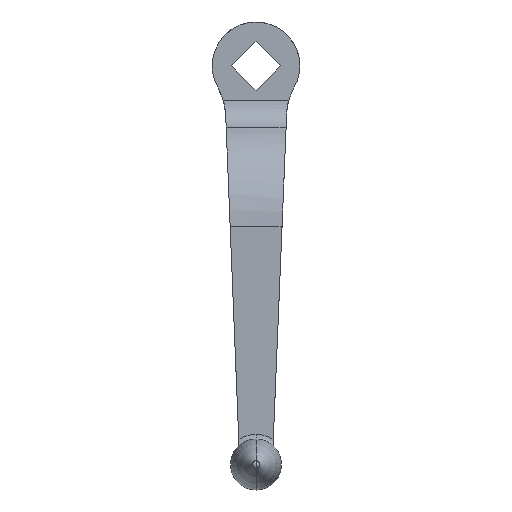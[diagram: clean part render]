
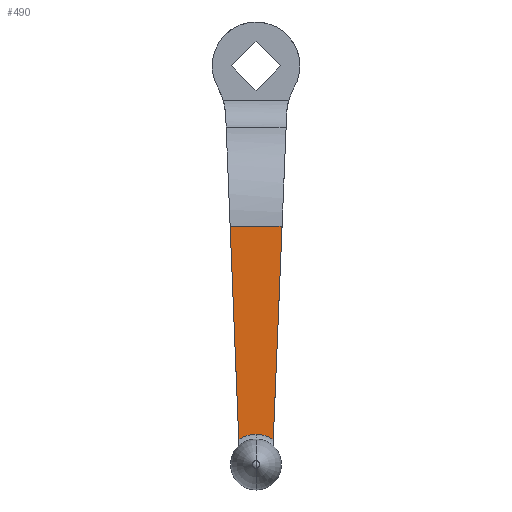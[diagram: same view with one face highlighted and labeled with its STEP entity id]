
A CAD part, front view. The second image highlights one B-rep face of the part: STEP entity #490.
In plain terms, the highlighted planar face has unit normal (0, -1, 0).
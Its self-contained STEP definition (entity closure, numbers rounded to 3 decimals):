
#268=EDGE_CURVE('',#482,#542,#700,.T.);
#316=EDGE_CURVE('',#332,#482,#754,.T.);
#322=EDGE_CURVE('',#332,#424,#760,.T.);
#332=VERTEX_POINT('',#770);
#336=EDGE_CURVE('',#416,#542,#775,.T.);
#406=EDGE_CURVE('',#416,#424,#852,.T.);
#416=VERTEX_POINT('',#863);
#424=VERTEX_POINT('',#872);
#482=VERTEX_POINT('',#937);
#490=ADVANCED_FACE('',(#945),#946,.F.);
#542=VERTEX_POINT('',#1001);
#700=CIRCLE('',#1220,19.);
#754=CIRCLE('',#1284,19.);
#760=LINE('',#1291,#1292);
#770=CARTESIAN_POINT('',(-10.82,-102.0,-234.382));
#775=LINE('',#1313,#1314);
#852=LINE('',#1454,#1455);
#863=CARTESIAN_POINT('',(16.328,-102.0,-100.538));
#872=CARTESIAN_POINT('',(-16.211,-102.0,-100.538));
#937=CARTESIAN_POINT('',(0.,-102.0,-231.0));
#945=FACE_OUTER_BOUND('',#1667,.T.);
#946=PLANE('',#1668);
#1001=CARTESIAN_POINT('',(10.827,-102.0,-234.386));
#1220=AXIS2_PLACEMENT_3D('',#1943,#1944,#1945);
#1284=AXIS2_PLACEMENT_3D('',#2012,#2013,#2014);
#1291=CARTESIAN_POINT('',(-13.725,-102.0,-162.259));
#1292=VECTOR('',#2015,1.0);
#1313=CARTESIAN_POINT('',(18.041,-102.0,-58.864));
#1314=VECTOR('',#2034,1.0);
#1454=CARTESIAN_POINT('',(0.,-102.0,-100.538));
#1455=VECTOR('',#2122,1.0);
#1667=EDGE_LOOP('',(#2224,#2225,#2226,#2227,#2228));
#1668=AXIS2_PLACEMENT_3D('',#2229,#2230,#2231);
#1943=CARTESIAN_POINT('',(0.,-102.0,-250.0));
#1944=DIRECTION('',(-0.0,1.0,0.0));
#1945=DIRECTION('',(0.,0.0,1.0));
#2012=CARTESIAN_POINT('',(0.,-102.0,-250.0));
#2013=DIRECTION('',(-0.0,1.0,0.0));
#2014=DIRECTION('',(0.,0.0,1.0));
#2015=DIRECTION('',(-0.04,0.0,0.999));
#2034=DIRECTION('',(-0.041,0.0,-0.999));
#2122=DIRECTION('',(-1.0,0.,0.));
#2224=ORIENTED_EDGE('',*,*,#322,.F.);
#2225=ORIENTED_EDGE('',*,*,#316,.T.);
#2226=ORIENTED_EDGE('',*,*,#268,.T.);
#2227=ORIENTED_EDGE('',*,*,#336,.F.);
#2228=ORIENTED_EDGE('',*,*,#406,.T.);
#2229=CARTESIAN_POINT('',(0.,-102.0,-81.5));
#2230=DIRECTION('',(-0.0,1.0,0.0));
#2231=DIRECTION('',(0.,0.0,1.0));
